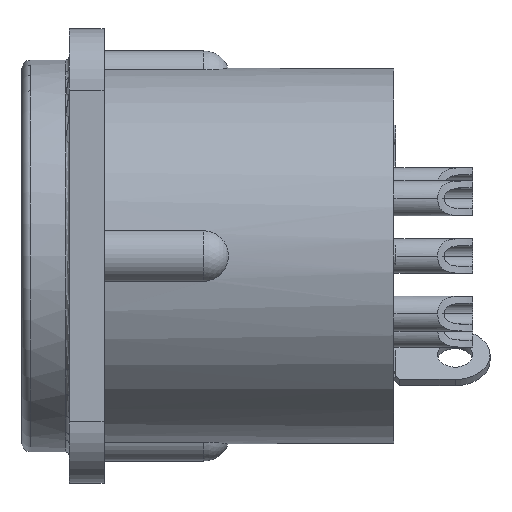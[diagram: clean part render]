
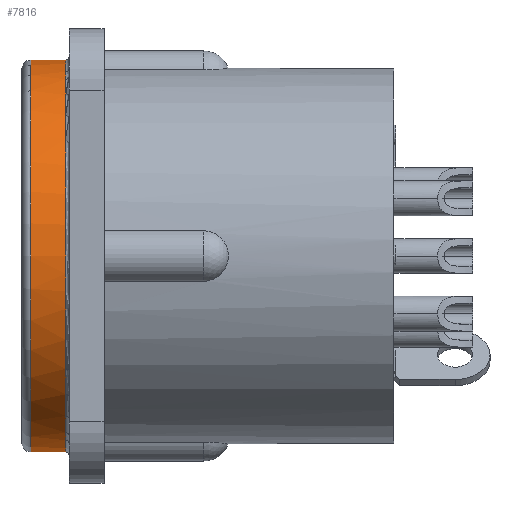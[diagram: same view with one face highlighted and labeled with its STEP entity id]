
A CAD part, left-side view. The second image highlights one B-rep face of the part: STEP entity #7816.
In plain terms, the highlighted cylindrical face has radius 11.25 mm (diameter 22.5 mm), a partial arc.
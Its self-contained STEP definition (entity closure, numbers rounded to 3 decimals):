
#552=CARTESIAN_POINT('',(10.806,2.2,3.13));
#553=CARTESIAN_POINT('',(10.777,2.867,3.228));
#554=CARTESIAN_POINT('',(10.747,3.533,3.327));
#555=CARTESIAN_POINT('',(10.716,4.2,3.426));
#565=CARTESIAN_POINT('',(0.,2.2,0.));
#566=DIRECTION('',(0.,1.,0.));
#567=DIRECTION('',(0.436,0.,0.9));
#568=AXIS2_PLACEMENT_3D('',#565,#566,#567);
#587=CARTESIAN_POINT('',(0.,2.2,0.));
#588=DIRECTION('',(0.,1.,0.));
#589=DIRECTION('',(-0.348,0.,0.937));
#590=AXIS2_PLACEMENT_3D('',#587,#588,#589);
#609=CARTESIAN_POINT('',(0.,2.2,0.));
#610=DIRECTION('',(0.,1.,0.));
#611=DIRECTION('',(-0.436,0.,-0.9));
#612=AXIS2_PLACEMENT_3D('',#609,#610,#611);
#614=CARTESIAN_POINT('',(0.,2.2,0.));
#615=DIRECTION('',(0.,1.,0.));
#616=DIRECTION('',(-0.963,0.,-0.27));
#617=AXIS2_PLACEMENT_3D('',#614,#615,#616);
#619=CARTESIAN_POINT('',(0.,2.2,0.));
#620=DIRECTION('',(0.,1.,0.));
#621=DIRECTION('',(-1.,0.,0.));
#622=AXIS2_PLACEMENT_3D('',#619,#620,#621);
#636=CARTESIAN_POINT('',(-3.918,2.2,-10.546));
#637=CARTESIAN_POINT('',(-4.014,2.195,-10.51));
#638=CARTESIAN_POINT('',(-4.216,2.189,-10.432));
#639=CARTESIAN_POINT('',(-4.579,2.187,-10.278));
#640=CARTESIAN_POINT('',(-4.796,2.195,-10.177));
#641=CARTESIAN_POINT('',(-4.904,2.2,-10.125));
#648=CARTESIAN_POINT('',(0.,2.2,0.));
#649=DIRECTION('',(0.,1.,0.));
#650=DIRECTION('',(0.348,0.,-0.937));
#651=AXIS2_PLACEMENT_3D('',#648,#649,#650);
#670=CARTESIAN_POINT('',(0.,2.2,0.));
#671=DIRECTION('',(0.,1.,0.));
#672=DIRECTION('',(0.961,0.,-0.278));
#673=AXIS2_PLACEMENT_3D('',#670,#671,#672);
#687=CARTESIAN_POINT('',(10.716,4.2,-3.426));
#688=CARTESIAN_POINT('',(10.747,3.533,-3.327));
#689=CARTESIAN_POINT('',(10.777,2.867,-3.228));
#690=CARTESIAN_POINT('',(10.806,2.2,-3.13));
#1253=CARTESIAN_POINT('',(0.,4.2,0.));
#1254=DIRECTION('',(0.,-1.,0.));
#1255=DIRECTION('',(0.953,0.,0.305));
#1256=AXIS2_PLACEMENT_3D('',#1253,#1254,#1255);
#1258=CARTESIAN_POINT('',(0.,4.2,0.));
#1259=DIRECTION('',(0.,-1.,0.));
#1260=DIRECTION('',(-1.,0.,0.));
#1261=AXIS2_PLACEMENT_3D('',#1258,#1259,#1260);
#1263=CARTESIAN_POINT('',(0.,4.2,0.));
#1264=DIRECTION('',(0.,-1.,0.));
#1265=DIRECTION('',(-1.,0.,-0.001));
#1266=AXIS2_PLACEMENT_3D('',#1263,#1264,#1265);
#1346=CARTESIAN_POINT('',(4.904,2.2,10.125));
#1347=CARTESIAN_POINT('',(4.74,2.2,10.204));
#1348=CARTESIAN_POINT('',(4.418,2.173,10.351));
#1349=CARTESIAN_POINT('',(4.089,2.2,10.482));
#1350=CARTESIAN_POINT('',(3.918,2.2,10.546));
#1352=CARTESIAN_POINT('',(-3.918,2.2,10.546));
#1353=CARTESIAN_POINT('',(-4.089,2.2,10.482));
#1354=CARTESIAN_POINT('',(-4.418,2.173,10.351));
#1355=CARTESIAN_POINT('',(-4.74,2.2,10.204));
#1356=CARTESIAN_POINT('',(-4.904,2.2,10.125));
#1358=CARTESIAN_POINT('',(3.918,2.2,-10.546));
#1359=CARTESIAN_POINT('',(4.089,2.2,-10.482));
#1360=CARTESIAN_POINT('',(4.418,2.173,-10.351));
#1361=CARTESIAN_POINT('',(4.74,2.2,-10.204));
#1362=CARTESIAN_POINT('',(4.904,2.2,-10.125));
#4821=CARTESIAN_POINT('',(10.806,2.2,-3.13));
#4822=CARTESIAN_POINT('',(4.904,2.2,-10.125));
#4823=VERTEX_POINT('',#4821);
#4824=VERTEX_POINT('',#4822);
#4825=VERTEX_POINT('',#687);
#4826=CARTESIAN_POINT('',(-11.25,4.2,-0.012));
#4827=VERTEX_POINT('',#4826);
#4828=CARTESIAN_POINT('',(-11.25,4.2,0.));
#4829=VERTEX_POINT('',#4828);
#4830=CARTESIAN_POINT('',(10.716,4.2,3.426));
#4831=VERTEX_POINT('',#4830);
#4832=VERTEX_POINT('',#552);
#4833=CARTESIAN_POINT('',(4.904,2.2,10.125));
#4834=VERTEX_POINT('',#4833);
#4835=VERTEX_POINT('',#1350);
#4836=CARTESIAN_POINT('',(-3.918,2.2,10.546));
#4837=VERTEX_POINT('',#4836);
#4838=VERTEX_POINT('',#1356);
#4839=CARTESIAN_POINT('',(-11.25,2.2,0.));
#4840=VERTEX_POINT('',#4839);
#4841=CARTESIAN_POINT('',(-10.833,2.2,-3.035));
#4842=VERTEX_POINT('',#4841);
#4843=CARTESIAN_POINT('',(-4.904,2.2,-10.125));
#4844=VERTEX_POINT('',#4843);
#4845=VERTEX_POINT('',#636);
#4846=CARTESIAN_POINT('',(3.918,2.2,-10.546));
#4847=VERTEX_POINT('',#4846);
#7793=CARTESIAN_POINT('',(0.,-17.665,0.));
#7794=DIRECTION('',(0.,1.,0.));
#7795=DIRECTION('',(1.,0.,0.));
#7796=AXIS2_PLACEMENT_3D('',#7793,#7794,#7795);
#7797=CYLINDRICAL_SURFACE('',#7796,11.25);
#7798=ORIENTED_EDGE('',*,*,#7124,.F.);
#7799=ORIENTED_EDGE('',*,*,#7140,.F.);
#7800=ORIENTED_EDGE('',*,*,#7737,.F.);
#7801=ORIENTED_EDGE('',*,*,#7735,.F.);
#7802=ORIENTED_EDGE('',*,*,#7733,.F.);
#7803=ORIENTED_EDGE('',*,*,#6800,.F.);
#7804=ORIENTED_EDGE('',*,*,#6816,.F.);
#7805=ORIENTED_EDGE('',*,*,#6878,.T.);
#7806=ORIENTED_EDGE('',*,*,#6893,.F.);
#7807=ORIENTED_EDGE('',*,*,#6950,.T.);
#7808=ORIENTED_EDGE('',*,*,#6968,.F.);
#7809=ORIENTED_EDGE('',*,*,#6966,.F.);
#7810=ORIENTED_EDGE('',*,*,#6964,.F.);
#7811=ORIENTED_EDGE('',*,*,#7034,.F.);
#7812=ORIENTED_EDGE('',*,*,#7049,.F.);
#7813=ORIENTED_EDGE('',*,*,#7110,.T.);
#7814=EDGE_LOOP('',(#7798,#7799,#7800,#7801,#7802,#7803,#7804,#7805,#7806,#7807,
#7808,#7809,#7810,#7811,#7812,#7813));
#7815=FACE_OUTER_BOUND('',#7814,.F.);
#556=B_SPLINE_CURVE_WITH_KNOTS('',3,(#552,#553,#554,#555),.UNSPECIFIED.,.F.,.F.,
(4,4),(0.,1.),.UNSPECIFIED.);
#569=CIRCLE('',#568,11.25);
#591=CIRCLE('',#590,11.25);
#613=CIRCLE('',#612,11.25);
#618=CIRCLE('',#617,11.25);
#623=CIRCLE('',#622,11.25);
#642=B_SPLINE_CURVE_WITH_KNOTS('',3,(#636,#637,#638,#639,#640,#641),
.UNSPECIFIED.,.F.,.F.,(4,1,1,4),(0.,0.333,0.667,1.),
.UNSPECIFIED.);
#652=CIRCLE('',#651,11.25);
#674=CIRCLE('',#673,11.25);
#691=B_SPLINE_CURVE_WITH_KNOTS('',3,(#687,#688,#689,#690),.UNSPECIFIED.,.F.,.F.,
(4,4),(0.,1.),.UNSPECIFIED.);
#1257=CIRCLE('',#1256,11.25);
#1262=CIRCLE('',#1261,11.25);
#1267=CIRCLE('',#1266,11.25);
#1351=B_SPLINE_CURVE_WITH_KNOTS('',3,(#1346,#1347,#1348,#1349,#1350),
.UNSPECIFIED.,.F.,.F.,(4,1,4),(0.,0.5,1.),.UNSPECIFIED.);
#1357=B_SPLINE_CURVE_WITH_KNOTS('',3,(#1352,#1353,#1354,#1355,#1356),
.UNSPECIFIED.,.F.,.F.,(4,1,4),(0.,0.5,1.),.UNSPECIFIED.);
#1363=B_SPLINE_CURVE_WITH_KNOTS('',3,(#1358,#1359,#1360,#1361,#1362),
.UNSPECIFIED.,.F.,.F.,(4,1,4),(0.,0.5,1.),.UNSPECIFIED.);
#6800=EDGE_CURVE('',#4832,#4831,#556,.T.);
#6816=EDGE_CURVE('',#4834,#4832,#569,.T.);
#6878=EDGE_CURVE('',#4834,#4835,#1351,.T.);
#6893=EDGE_CURVE('',#4837,#4835,#591,.T.);
#6950=EDGE_CURVE('',#4837,#4838,#1357,.T.);
#6964=EDGE_CURVE('',#4844,#4842,#613,.T.);
#6966=EDGE_CURVE('',#4842,#4840,#618,.T.);
#6968=EDGE_CURVE('',#4840,#4838,#623,.T.);
#7034=EDGE_CURVE('',#4845,#4844,#642,.T.);
#7049=EDGE_CURVE('',#4847,#4845,#652,.T.);
#7110=EDGE_CURVE('',#4847,#4824,#1363,.T.);
#7124=EDGE_CURVE('',#4823,#4824,#674,.T.);
#7140=EDGE_CURVE('',#4825,#4823,#691,.T.);
#7733=EDGE_CURVE('',#4831,#4829,#1257,.T.);
#7735=EDGE_CURVE('',#4829,#4827,#1262,.T.);
#7737=EDGE_CURVE('',#4827,#4825,#1267,.T.);
#7816=ADVANCED_FACE('',(#7815),#7797,.T.);
